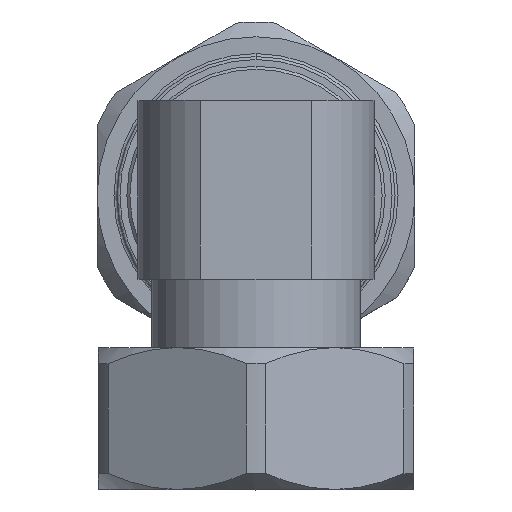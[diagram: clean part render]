
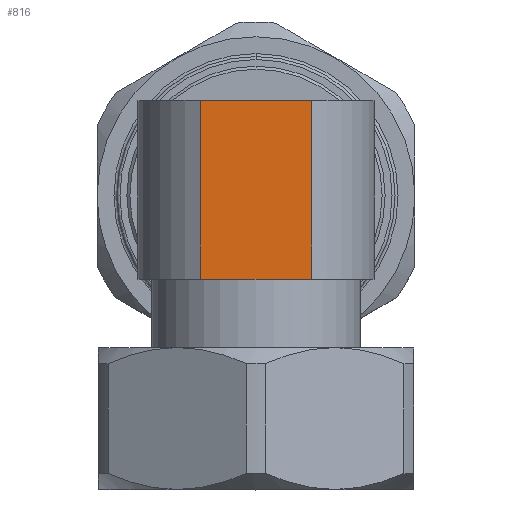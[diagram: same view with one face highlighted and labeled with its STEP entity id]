
A CAD part, top view. The second image highlights one B-rep face of the part: STEP entity #816.
In plain terms, the highlighted face is planar.
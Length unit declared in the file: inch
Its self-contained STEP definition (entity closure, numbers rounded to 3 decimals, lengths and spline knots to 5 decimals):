
#269 = EDGE_CURVE ( 'NONE', #4885, #7893, #6704, .T. ) ;
#622 = DIRECTION ( 'NONE',  ( 1., 0., 0. ) ) ;
#712 = EDGE_LOOP ( 'NONE', ( #2163, #3280, #6004, #5913, #2688 ) ) ;
#816 = ADVANCED_FACE ( 'NONE', ( #7274 ), #9658, .F. ) ;
#1224 = CARTESIAN_POINT ( 'NONE',  ( -1.07161, 0.41339, 0.78939 ) ) ;
#1272 = DIRECTION ( 'NONE',  ( 0., -1., 0. ) ) ;
#1317 = LINE ( 'NONE', #4325, #7213 ) ;
#1454 = DIRECTION ( 'NONE',  ( 0., 0., 1. ) ) ;
#2066 = VERTEX_POINT ( 'NONE', #9647 ) ;
#2163 = ORIENTED_EDGE ( 'NONE', *, *, #7075, .T. ) ;
#2458 = VERTEX_POINT ( 'NONE', #3921 ) ;
#2688 = ORIENTED_EDGE ( 'NONE', *, *, #8400, .F. ) ;
#3226 = CARTESIAN_POINT ( 'NONE',  ( 0.83465, 0.41339, 0. ) ) ;
#3280 = ORIENTED_EDGE ( 'NONE', *, *, #269, .T. ) ;
#3578 = AXIS2_PLACEMENT_3D ( 'NONE', #1224, #1272, #8962 ) ;
#3704 = DIRECTION ( 'NONE',  ( -1., 0., 0. ) ) ;
#3921 = CARTESIAN_POINT ( 'NONE',  ( 1.54331, 0.41339, 0.22047 ) ) ;
#4165 = VERTEX_POINT ( 'NONE', #8979 ) ;
#4325 = CARTESIAN_POINT ( 'NONE',  ( 0.83465, 0.41339, -0.22047 ) ) ;
#4361 = VECTOR ( 'NONE', #8217, 39.37008 ) ;
#4830 = VECTOR ( 'NONE', #1454, 39.37008 ) ;
#4885 = VERTEX_POINT ( 'NONE', #3226 ) ;
#5083 = CARTESIAN_POINT ( 'NONE',  ( 1.54331, 0.41339, 0. ) ) ;
#5367 = EDGE_CURVE ( 'NONE', #2458, #7893, #6684, .T. ) ;
#5555 = VECTOR ( 'NONE', #3704, 39.37008 ) ;
#5829 = CARTESIAN_POINT ( 'NONE',  ( 0.83465, 0.41339, 0. ) ) ;
#5913 = ORIENTED_EDGE ( 'NONE', *, *, #9618, .F. ) ;
#5919 = CARTESIAN_POINT ( 'NONE',  ( 0.83465, 0.41339, 0. ) ) ;
#6004 = ORIENTED_EDGE ( 'NONE', *, *, #5367, .F. ) ;
#6024 = CARTESIAN_POINT ( 'NONE',  ( 0.83465, 0.41339, 0.22047 ) ) ;
#6684 = LINE ( 'NONE', #8243, #5555 ) ;
#6704 = LINE ( 'NONE', #5919, #4361 ) ;
#6710 = DIRECTION ( 'NONE',  ( 0., 0., 1. ) ) ;
#6997 = VECTOR ( 'NONE', #6710, 39.37008 ) ;
#7075 = EDGE_CURVE ( 'NONE', #2066, #4885, #7524, .T. ) ;
#7213 = VECTOR ( 'NONE', #622, 39.37008 ) ;
#7274 = FACE_OUTER_BOUND ( 'NONE', #712, .T. ) ;
#7524 = LINE ( 'NONE', #5829, #6997 ) ;
#7893 = VERTEX_POINT ( 'NONE', #6024 ) ;
#8217 = DIRECTION ( 'NONE',  ( 0., 0., 1. ) ) ;
#8243 = CARTESIAN_POINT ( 'NONE',  ( 0.83465, 0.41339, 0.22047 ) ) ;
#8265 = LINE ( 'NONE', #5083, #4830 ) ;
#8400 = EDGE_CURVE ( 'NONE', #2066, #4165, #1317, .T. ) ;
#8962 = DIRECTION ( 'NONE',  ( 0., 0., -1. ) ) ;
#8979 = CARTESIAN_POINT ( 'NONE',  ( 1.54331, 0.41339, -0.22047 ) ) ;
#9618 = EDGE_CURVE ( 'NONE', #4165, #2458, #8265, .T. ) ;
#9647 = CARTESIAN_POINT ( 'NONE',  ( 0.83465, 0.41339, -0.22047 ) ) ;
#9658 = PLANE ( 'NONE',  #3578 ) ;
